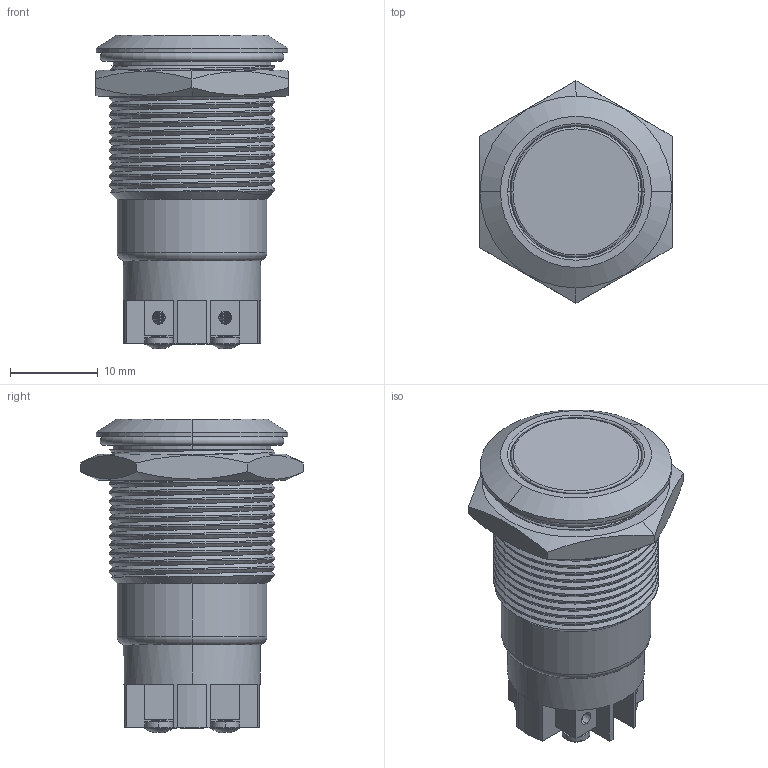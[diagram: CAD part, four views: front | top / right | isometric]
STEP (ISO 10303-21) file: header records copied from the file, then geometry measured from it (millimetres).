
FILE_DESCRIPTION (( 'STEP AP214' ), '1' );
FILE_NAME ('PB19NONCST.STEP', '2021-08-02T06:55:14', ( '' ), ( '' ), 'SwSTEP 2.0', 'SolidWorks 2020', '' );
FILE_SCHEMA (( 'AUTOMOTIVE_DESIGN' ));
Length unit declared in the file: millimetre
Products named in the file (5): BP-JOINT_COMPRESSE; ISO 7045 - M1.6 x 3 - Z --- 3S_ISO 7045 - M1.6 x 3 - Z --- 3S; PB19NONCST; BP-ECROU; BP-BOUTON POUSSOIR INOX_PB19NO NC_ST
Assembly tree (7 placements, depth 2):
  PB19NONCST
    BP-BOUTON POUSSOIR INOX_PB19NO NC_ST
    BP-ECROU
    BP-JOINT_COMPRESSE
    ISO 7045 - M1.6 x 3 - Z --- 3S_ISO 7045 - M1.6 x 3 - Z --- 3S  x4
Bounding box: 22 x 25.4 x 35.82 mm (x, y, z)
Volume: 8673.5 mm3; surface area: 5395.3 mm2
Topology: 23 solids, 23 shells, 667 faces, 1695 edges, 1076 vertices
Faces by surface type: plane 265, cone 172, cylinder 148, bspline 46, torus 28, sphere 8
Entity records: 19786 total; most frequent: CARTESIAN_POINT 7892, ORIENTED_EDGE 2062, DIRECTION 1812, EDGE_CURVE 1031, VERTEX_POINT 670, AXIS2_PLACEMENT_3D 622, VECTOR 568, LINE 568
